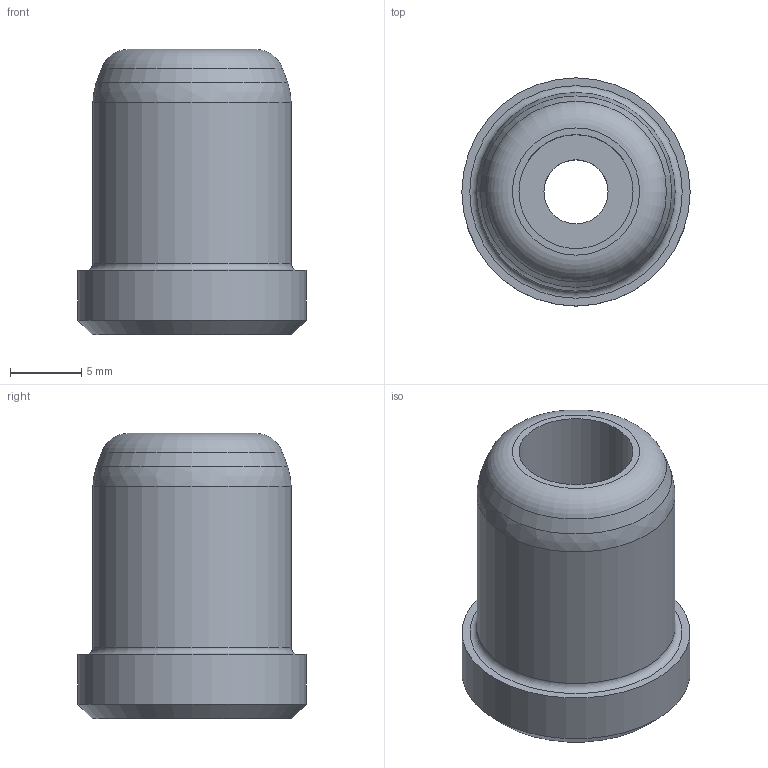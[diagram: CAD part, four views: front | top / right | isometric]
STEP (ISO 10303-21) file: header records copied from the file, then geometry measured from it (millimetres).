
FILE_DESCRIPTION(/* description */ ('Zentrierzapfen'),/* implementation_level */ '2;1');
FILE_NAME(/* name */ '00052583.stp',/* time_stamp */ '2023-08-24T15:56:40+02:00',/* author */ ('MD18'),/* organization */ (''),/* preprocessor_version */ 'ST-DEVELOPER v19.2',/* originating_system */ 'Autodesk Inventor 2023',/* authorisation */ '');
FILE_SCHEMA (('AUTOMOTIVE_DESIGN { 1 0 10303 214 3 1 1 }'));
Length unit declared in the file: millimetre
Products named in the file (1): 00052583
Bounding box: 16 x 16 x 20 mm (x, y, z)
Volume: 2505.4 mm3; surface area: 1560.3 mm2
Topology: 1 solids, 1 shells, 13 faces, 25 edges, 16 vertices
Faces by surface type: plane 4, cylinder 4, torus 2, cone 2, bspline 1
Full cylindrical faces by diameter (mm): 4.5 x1, 8 x1, 13.9 x1, 16 x1
Entity records: 411 total; most frequent: CARTESIAN_POINT 81, DIRECTION 70, ORIENTED_EDGE 50, AXIS2_PLACEMENT_3D 32, EDGE_CURVE 25, CIRCLE 19, EDGE_LOOP 17, VERTEX_POINT 16
